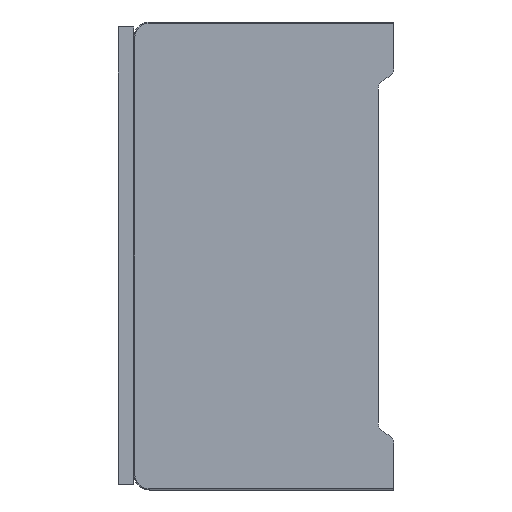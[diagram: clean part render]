
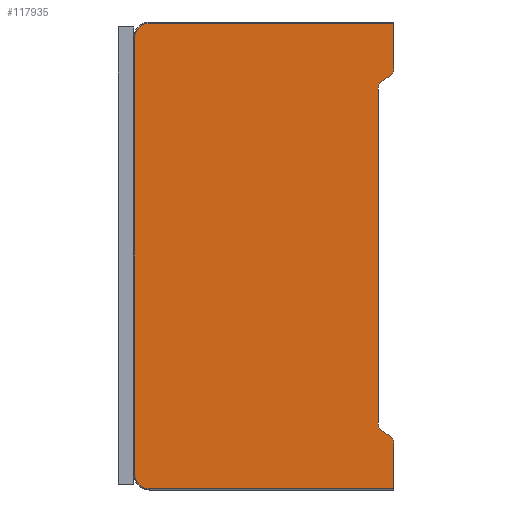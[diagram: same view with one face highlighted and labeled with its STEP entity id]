
A CAD part, left-side view. The second image highlights one B-rep face of the part: STEP entity #117935.
In plain terms, the highlighted planar face has unit normal (-1, 0, 0).
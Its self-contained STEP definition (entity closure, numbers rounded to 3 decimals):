
#43240=DIRECTION('',(0.,0.,1.));
#43241=VECTOR('',#43240,64.226);
#43242=CARTESIAN_POINT('',(0.,3.,-77.113));
#43243=LINE('',#43242,#43241);
#43280=DIRECTION('',(0.,0.,1.));
#43281=VECTOR('',#43280,8.8);
#43282=CARTESIAN_POINT('',(0.,0.,-9.));
#43283=LINE('',#43282,#43281);
#43298=CARTESIAN_POINT('',(0.,1.732,-9.));
#43299=DIRECTION('',(1.,0.,0.));
#43300=DIRECTION('',(0.,-1.,0.));
#43301=AXIS2_PLACEMENT_3D('',#43298,#43299,#43300);
#43303=DIRECTION('',(0.,0.866,-0.5));
#43304=VECTOR('',#43303,1.309);
#43305=CARTESIAN_POINT('',(0.,0.866,-10.5));
#43306=LINE('',#43305,#43304);
#43307=CARTESIAN_POINT('',(0.,1.,-12.887));
#43308=DIRECTION('',(-1.,0.,0.));
#43309=DIRECTION('',(0.,0.5,0.866));
#43310=AXIS2_PLACEMENT_3D('',#43307,#43308,#43309);
#43312=CARTESIAN_POINT('',(0.,1.,-77.113));
#43313=DIRECTION('',(-1.,0.,0.));
#43314=DIRECTION('',(0.,1.,0.));
#43315=AXIS2_PLACEMENT_3D('',#43312,#43313,#43314);
#43317=DIRECTION('',(0.,-0.866,-0.5));
#43318=VECTOR('',#43317,1.309);
#43319=CARTESIAN_POINT('',(0.,2.,
-78.845));
#43320=LINE('',#43319,#43318);
#43321=CARTESIAN_POINT('',(0.,1.732,-81.));
#43322=DIRECTION('',(1.,0.,0.));
#43323=DIRECTION('',(0.,-0.5,0.866));
#43324=AXIS2_PLACEMENT_3D('',#43321,#43322,#43323);
#43326=CARTESIAN_POINT('',(0.,47.,-87.));
#43327=DIRECTION('',(1.,0.,0.));
#43328=DIRECTION('',(0.,0.,-1.));
#43329=AXIS2_PLACEMENT_3D('',#43326,#43327,#43328);
#43331=CARTESIAN_POINT('',(0.,47.,-3.));
#43332=DIRECTION('',(1.,0.,0.));
#43333=DIRECTION('',(0.,1.,0.));
#43334=AXIS2_PLACEMENT_3D('',#43331,#43332,#43333);
#43336=DIRECTION('',(0.,1.,0.));
#43337=VECTOR('',#43336,47.);
#43338=CARTESIAN_POINT('',(0.,0.,-0.2));
#43339=LINE('',#43338,#43337);
#43363=DIRECTION('',(0.,0.,-1.));
#43364=VECTOR('',#43363,84.);
#43365=CARTESIAN_POINT('',(0.,49.8,
-3.));
#43366=LINE('',#43365,#43364);
#43386=DIRECTION('',(0.,-1.,0.));
#43387=VECTOR('',#43386,47.);
#43388=CARTESIAN_POINT('',(0.,47.,
-89.8));
#43389=LINE('',#43388,#43387);
#43400=DIRECTION('',(0.,0.,1.));
#43401=VECTOR('',#43400,8.8);
#43402=CARTESIAN_POINT('',(0.,0.,-89.8));
#43403=LINE('',#43402,#43401);
#50634=CARTESIAN_POINT('',(0.,49.8,-87.));
#50635=VERTEX_POINT('',#50634);
#50636=CARTESIAN_POINT('',(0.,47.,
-89.8));
#50637=VERTEX_POINT('',#50636);
#50638=CARTESIAN_POINT('',(0.,49.8,-3.));
#50639=VERTEX_POINT('',#50638);
#50640=CARTESIAN_POINT('',(0.,47.,-0.2));
#50641=VERTEX_POINT('',#50640);
#50642=CARTESIAN_POINT('',(0.,0.,-0.2));
#50644=VERTEX_POINT('',#50642);
#50646=CARTESIAN_POINT('',(0.,0.,-9.));
#50648=VERTEX_POINT('',#50646);
#50656=CARTESIAN_POINT('',(0.,0.866,-10.5));
#50657=VERTEX_POINT('',#50656);
#54344=CARTESIAN_POINT('',(0.,3.,-12.887));
#54345=VERTEX_POINT('',#54344);
#54346=CARTESIAN_POINT('',(0.,3.,-77.113));
#54347=VERTEX_POINT('',#54346);
#54352=CARTESIAN_POINT('',(0.,2.,
-11.155));
#54353=VERTEX_POINT('',#54352);
#54354=CARTESIAN_POINT('',(0.,2.,
-78.845));
#54355=VERTEX_POINT('',#54354);
#54356=CARTESIAN_POINT('',(0.,0.866,-79.5));
#54357=VERTEX_POINT('',#54356);
#54358=CARTESIAN_POINT('',(0.,0.,-81.));
#54359=VERTEX_POINT('',#54358);
#54360=CARTESIAN_POINT('',(0.,0.,-89.8));
#54361=VERTEX_POINT('',#54360);
#117905=CARTESIAN_POINT('',(0.,24.9,-45.));
#117906=DIRECTION('',(1.,0.,0.));
#117907=DIRECTION('',(0.,0.,1.));
#117908=AXIS2_PLACEMENT_3D('',#117905,#117906,#117907);
#117909=PLANE('',#117908);
#117911=ORIENTED_EDGE('',*,*,#117910,.F.);
#117912=ORIENTED_EDGE('',*,*,#117893,.F.);
#117913=ORIENTED_EDGE('',*,*,#117882,.T.);
#117914=ORIENTED_EDGE('',*,*,#117867,.T.);
#117915=ORIENTED_EDGE('',*,*,#117852,.T.);
#117916=ORIENTED_EDGE('',*,*,#117826,.F.);
#117918=ORIENTED_EDGE('',*,*,#117917,.T.);
#117920=ORIENTED_EDGE('',*,*,#117919,.T.);
#117922=ORIENTED_EDGE('',*,*,#117921,.T.);
#117924=ORIENTED_EDGE('',*,*,#117923,.F.);
#117926=ORIENTED_EDGE('',*,*,#117925,.F.);
#117928=ORIENTED_EDGE('',*,*,#117927,.T.);
#117930=ORIENTED_EDGE('',*,*,#117929,.F.);
#117932=ORIENTED_EDGE('',*,*,#117931,.T.);
#117933=EDGE_LOOP('',(#117911,#117912,#117913,#117914,#117915,#117916,#117918,
#117920,#117922,#117924,#117926,#117928,#117930,#117932));
#117934=FACE_OUTER_BOUND('',#117933,.F.);
#43302=CIRCLE('',#43301,1.732);
#43311=CIRCLE('',#43310,2.);
#43316=CIRCLE('',#43315,2.);
#43325=CIRCLE('',#43324,1.732);
#43330=CIRCLE('',#43329,2.8);
#43335=CIRCLE('',#43334,2.8);
#117826=EDGE_CURVE('',#54347,#54345,#43243,.T.);
#117852=EDGE_CURVE('',#54353,#54345,#43311,.T.);
#117867=EDGE_CURVE('',#50657,#54353,#43306,.T.);
#117882=EDGE_CURVE('',#50648,#50657,#43302,.T.);
#117893=EDGE_CURVE('',#50648,#50644,#43283,.T.);
#117910=EDGE_CURVE('',#50644,#50641,#43339,.T.);
#117917=EDGE_CURVE('',#54347,#54355,#43316,.T.);
#117919=EDGE_CURVE('',#54355,#54357,#43320,.T.);
#117921=EDGE_CURVE('',#54357,#54359,#43325,.T.);
#117923=EDGE_CURVE('',#54361,#54359,#43403,.T.);
#117925=EDGE_CURVE('',#50637,#54361,#43389,.T.);
#117927=EDGE_CURVE('',#50637,#50635,#43330,.T.);
#117929=EDGE_CURVE('',#50639,#50635,#43366,.T.);
#117931=EDGE_CURVE('',#50639,#50641,#43335,.T.);
#117935=ADVANCED_FACE('',(#117934),#117909,.F.);
